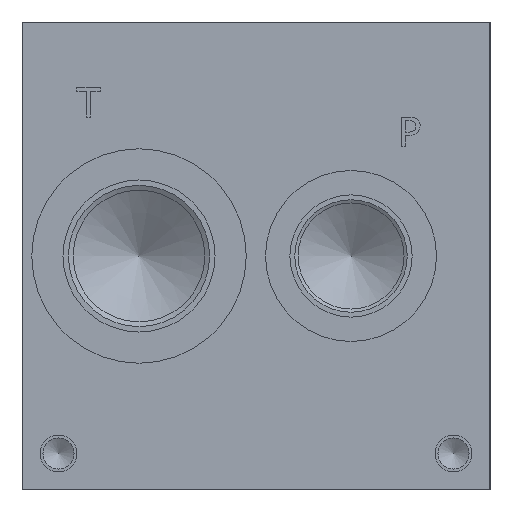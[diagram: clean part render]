
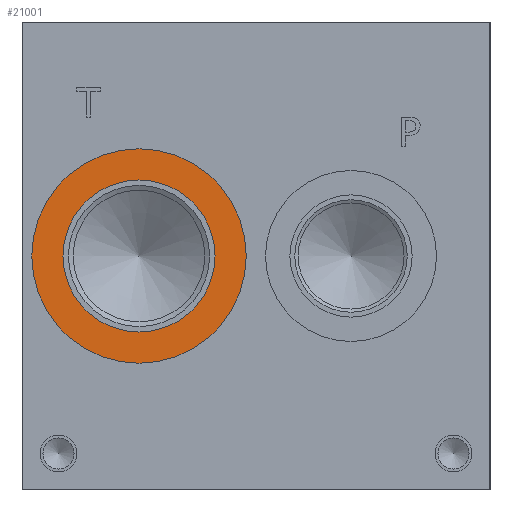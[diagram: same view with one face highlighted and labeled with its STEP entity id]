
A CAD part, left-side view. The second image highlights one B-rep face of the part: STEP entity #21001.
In plain terms, the highlighted planar face has unit normal (-1, 0, 0).
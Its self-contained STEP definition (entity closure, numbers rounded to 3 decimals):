
#1067=CIRCLE('',#22380,23.279);
#1068=CIRCLE('',#22381,23.279);
#1069=CIRCLE('',#22383,16.5);
#1070=CIRCLE('',#22384,16.5);
#1921=FACE_BOUND('',#4243,.T.);
#2978=FACE_OUTER_BOUND('',#4242,.T.);
#4242=EDGE_LOOP('',(#18055,#18056));
#4243=EDGE_LOOP('',(#18057,#18058));
#9751=VERTEX_POINT('',#36126);
#9752=VERTEX_POINT('',#36128);
#9753=VERTEX_POINT('',#36132);
#9754=VERTEX_POINT('',#36133);
#12620=EDGE_CURVE('',#9751,#9752,#1067,.T.);
#12621=EDGE_CURVE('',#9752,#9751,#1068,.T.);
#12622=EDGE_CURVE('',#9753,#9754,#1069,.T.);
#12623=EDGE_CURVE('',#9754,#9753,#1070,.T.);
#18055=ORIENTED_EDGE('',*,*,#12621,.F.);
#18056=ORIENTED_EDGE('',*,*,#12620,.F.);
#18057=ORIENTED_EDGE('',*,*,#12622,.T.);
#18058=ORIENTED_EDGE('',*,*,#12623,.T.);
#19338=PLANE('',#22382);
#21001=ADVANCED_FACE('',(#2978,#1921),#19338,.F.);
#22380=AXIS2_PLACEMENT_3D('',#36129,#26828,#26829);
#22381=AXIS2_PLACEMENT_3D('',#36130,#26830,#26831);
#22382=AXIS2_PLACEMENT_3D('',#36131,#26832,#26833);
#22383=AXIS2_PLACEMENT_3D('',#36134,#26834,#26835);
#22384=AXIS2_PLACEMENT_3D('',#36135,#26836,#26837);
#26828=DIRECTION('center_axis',(1.,0.,0.));
#26829=DIRECTION('ref_axis',(0.,0.,-1.));
#26830=DIRECTION('center_axis',(1.,0.,0.));
#26831=DIRECTION('ref_axis',(0.,0.,-1.));
#26832=DIRECTION('center_axis',(1.,0.,0.));
#26833=DIRECTION('ref_axis',(0.,0.,-1.));
#26834=DIRECTION('center_axis',(1.,0.,0.));
#26835=DIRECTION('ref_axis',(0.,0.,-1.));
#26836=DIRECTION('center_axis',(1.,0.,0.));
#26837=DIRECTION('ref_axis',(0.,0.,-1.));
#36126=CARTESIAN_POINT('',(0.787,76.2,27.521));
#36128=CARTESIAN_POINT('',(0.787,76.2,74.079));
#36129=CARTESIAN_POINT('Origin',(0.787,76.2,50.8));
#36130=CARTESIAN_POINT('Origin',(0.787,76.2,50.8));
#36131=CARTESIAN_POINT('Origin',(0.787,76.2,67.3));
#36132=CARTESIAN_POINT('',(0.787,76.2,67.3));
#36133=CARTESIAN_POINT('',(0.787,76.2,34.3));
#36134=CARTESIAN_POINT('Origin',(0.787,76.2,50.8));
#36135=CARTESIAN_POINT('Origin',(0.787,76.2,50.8));
